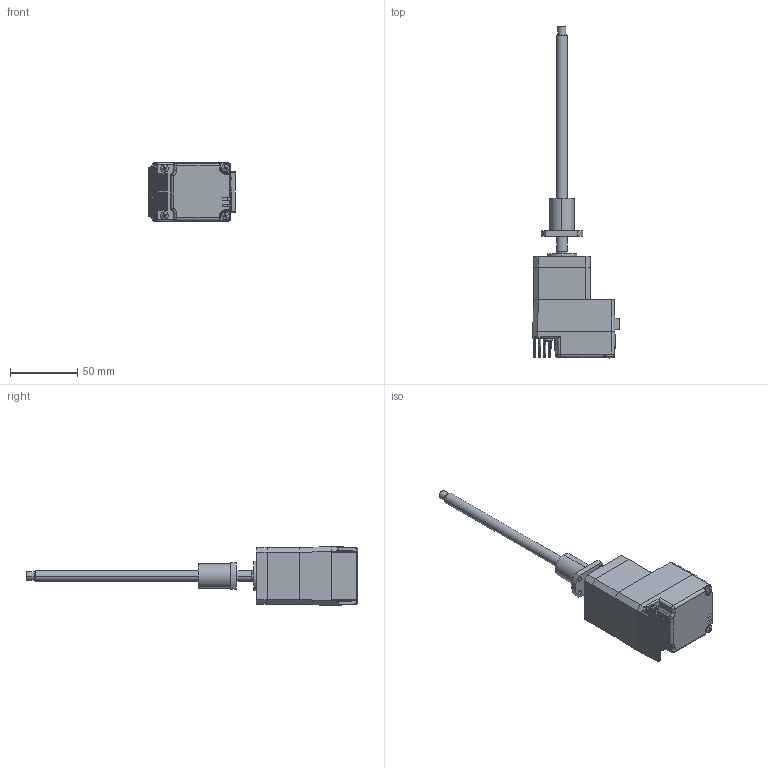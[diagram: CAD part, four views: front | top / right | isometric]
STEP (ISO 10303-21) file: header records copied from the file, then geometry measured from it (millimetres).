
FILE_DESCRIPTION (( 'STEP AP203' ), '1' );
FILE_NAME ('TSM17Q-2RG-B0805-165-FF1-S.STEP', '2021-10-08T05:52:25', ( '' ), ( '' ), 'SwSTEP 2.0', 'SolidWorks 2018', '' );
FILE_SCHEMA (( 'CONFIG_CONTROL_DESIGN' ));
Length unit declared in the file: millimetre
Products named in the file (1): TSM17Q-2RG-B0805-165-FF1-S
Bounding box: 64.11 x 246.37 x 43.53 mm (x, y, z)
Surface area: 35958 mm2 (no closed solid volume)
Topology: 0 solids, 23 shells, 412 faces, 1437 edges, 1022 vertices
Faces by surface type: plane 222, cylinder 124, bspline 48, cone 10, sphere 8
Entity records: 17653 total; most frequent: CARTESIAN_POINT 5745, DIRECTION 2342, ORIENTED_EDGE 2233, EDGE_CURVE 1433, VERTEX_POINT 1022, VECTOR 924, LINE 924, AXIS2_PLACEMENT_3D 709
